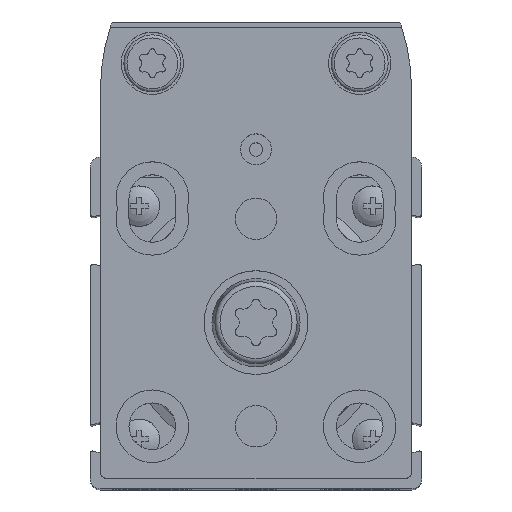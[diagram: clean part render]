
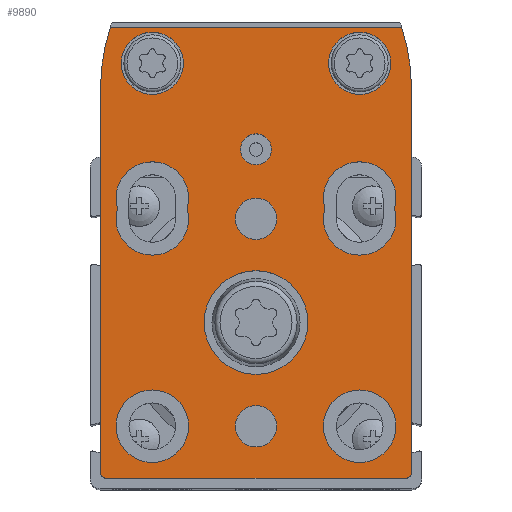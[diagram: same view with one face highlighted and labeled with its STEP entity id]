
A CAD part, top view. The second image highlights one B-rep face of the part: STEP entity #9890.
In plain terms, the highlighted planar face has unit normal (0, 0, 1).
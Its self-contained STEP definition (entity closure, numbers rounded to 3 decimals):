
#449=LINE('',#15353,#1034);
#453=LINE('',#15365,#1038);
#457=LINE('',#15377,#1042);
#462=LINE('',#15388,#1047);
#1034=VECTOR('',#12688,1000.);
#1038=VECTOR('',#12700,1000.);
#1042=VECTOR('',#12712,1000.);
#1047=VECTOR('',#12725,1000.);
#1391=PLANE('',#10733);
#1978=CIRCLE('',#10719,19.5);
#1980=CIRCLE('',#10723,0.5);
#1982=CIRCLE('',#10727,0.5);
#1984=CIRCLE('',#10731,19.5);
#1985=CIRCLE('',#10734,3.);
#1986=CIRCLE('',#10735,3.);
#1987=CIRCLE('',#10736,2.);
#1988=CIRCLE('',#10737,2.);
#1989=CIRCLE('',#10738,3.5);
#1990=CIRCLE('',#10739,3.5);
#1991=CIRCLE('',#10740,3.5);
#1992=CIRCLE('',#10741,3.5);
#1993=CIRCLE('',#10742,5.);
#1994=CIRCLE('',#10743,3.5);
#1995=CIRCLE('',#10744,3.5);
#1996=CIRCLE('',#10745,1.5);
#3447=ORIENTED_EDGE('',*,*,#5212,.T.);
#3448=ORIENTED_EDGE('',*,*,#5213,.T.);
#3449=ORIENTED_EDGE('',*,*,#5214,.F.);
#3450=ORIENTED_EDGE('',*,*,#5215,.F.);
#3451=ORIENTED_EDGE('',*,*,#5216,.F.);
#3452=ORIENTED_EDGE('',*,*,#5217,.F.);
#3453=ORIENTED_EDGE('',*,*,#5218,.F.);
#3454=ORIENTED_EDGE('',*,*,#5219,.F.);
#3455=ORIENTED_EDGE('',*,*,#5220,.T.);
#3456=ORIENTED_EDGE('',*,*,#5221,.T.);
#3457=ORIENTED_EDGE('',*,*,#5222,.T.);
#3458=ORIENTED_EDGE('',*,*,#5223,.F.);
#3459=ORIENTED_EDGE('',*,*,#5188,.T.);
#3460=ORIENTED_EDGE('',*,*,#5192,.T.);
#3461=ORIENTED_EDGE('',*,*,#5195,.T.);
#3462=ORIENTED_EDGE('',*,*,#5198,.T.);
#3463=ORIENTED_EDGE('',*,*,#5201,.T.);
#3464=ORIENTED_EDGE('',*,*,#5204,.T.);
#3465=ORIENTED_EDGE('',*,*,#5207,.T.);
#3466=ORIENTED_EDGE('',*,*,#5211,.T.);
#5188=EDGE_CURVE('',#6180,#6179,#1978,.T.);
#5192=EDGE_CURVE('',#6179,#6182,#449,.T.);
#5195=EDGE_CURVE('',#6182,#6184,#1980,.T.);
#5198=EDGE_CURVE('',#6184,#6186,#453,.T.);
#5201=EDGE_CURVE('',#6186,#6188,#1982,.T.);
#5204=EDGE_CURVE('',#6188,#6190,#457,.T.);
#5207=EDGE_CURVE('',#6190,#6192,#1984,.T.);
#5211=EDGE_CURVE('',#6192,#6180,#462,.T.);
#5212=EDGE_CURVE('',#6193,#6193,#1985,.T.);
#5213=EDGE_CURVE('',#6194,#6194,#1986,.T.);
#5214=EDGE_CURVE('',#6195,#6195,#1987,.T.);
#5215=EDGE_CURVE('',#6196,#6196,#1988,.T.);
#5216=EDGE_CURVE('',#6197,#6198,#1989,.T.);
#5217=EDGE_CURVE('',#6198,#6197,#1990,.T.);
#5218=EDGE_CURVE('',#6199,#6200,#1991,.T.);
#5219=EDGE_CURVE('',#6200,#6199,#1992,.T.);
#5220=EDGE_CURVE('',#6201,#6201,#1993,.T.);
#5221=EDGE_CURVE('',#6202,#6202,#1994,.T.);
#5222=EDGE_CURVE('',#6203,#6203,#1995,.T.);
#5223=EDGE_CURVE('',#6204,#6204,#1996,.T.);
#6179=VERTEX_POINT('',#15344);
#6180=VERTEX_POINT('',#15346);
#6182=VERTEX_POINT('',#15352);
#6184=VERTEX_POINT('',#15358);
#6186=VERTEX_POINT('',#15364);
#6188=VERTEX_POINT('',#15370);
#6190=VERTEX_POINT('',#15376);
#6192=VERTEX_POINT('',#15382);
#6193=VERTEX_POINT('',#15391);
#6194=VERTEX_POINT('',#15393);
#6195=VERTEX_POINT('',#15395);
#6196=VERTEX_POINT('',#15397);
#6197=VERTEX_POINT('',#15399);
#6198=VERTEX_POINT('',#15400);
#6199=VERTEX_POINT('',#15403);
#6200=VERTEX_POINT('',#15404);
#6201=VERTEX_POINT('',#15407);
#6202=VERTEX_POINT('',#15409);
#6203=VERTEX_POINT('',#15411);
#6204=VERTEX_POINT('',#15413);
#6921=EDGE_LOOP('',(#3447));
#6922=EDGE_LOOP('',(#3448));
#6923=EDGE_LOOP('',(#3449));
#6924=EDGE_LOOP('',(#3450));
#6925=EDGE_LOOP('',(#3451,#3452));
#6926=EDGE_LOOP('',(#3453,#3454));
#6927=EDGE_LOOP('',(#3455));
#6928=EDGE_LOOP('',(#3456));
#6929=EDGE_LOOP('',(#3457));
#6930=EDGE_LOOP('',(#3458));
#6931=EDGE_LOOP('',(#3459,#3460,#3461,#3462,#3463,#3464,#3465,#3466));
#7660=FACE_BOUND('',#6921,.T.);
#7661=FACE_BOUND('',#6922,.T.);
#7662=FACE_BOUND('',#6923,.T.);
#7663=FACE_BOUND('',#6924,.T.);
#7664=FACE_BOUND('',#6925,.T.);
#7665=FACE_BOUND('',#6926,.T.);
#7666=FACE_BOUND('',#6927,.T.);
#7667=FACE_BOUND('',#6928,.T.);
#7668=FACE_BOUND('',#6929,.T.);
#7669=FACE_BOUND('',#6930,.T.);
#7670=FACE_BOUND('',#6931,.T.);
#9890=ADVANCED_FACE('',(#7660,#7661,#7662,#7663,#7664,#7665,#7666,#7667,
#7668,#7669,#7670),#1391,.T.);
#10719=AXIS2_PLACEMENT_3D('',#15345,#12681,#12682);
#10723=AXIS2_PLACEMENT_3D('',#15359,#12694,#12695);
#10727=AXIS2_PLACEMENT_3D('',#15371,#12706,#12707);
#10731=AXIS2_PLACEMENT_3D('',#15383,#12718,#12719);
#10733=AXIS2_PLACEMENT_3D('',#15389,#12726,#12727);
#10734=AXIS2_PLACEMENT_3D('',#15390,#12728,#12729);
#10735=AXIS2_PLACEMENT_3D('',#15392,#12730,#12731);
#10736=AXIS2_PLACEMENT_3D('',#15394,#12732,#12733);
#10737=AXIS2_PLACEMENT_3D('',#15396,#12734,#12735);
#10738=AXIS2_PLACEMENT_3D('',#15398,#12736,#12737);
#10739=AXIS2_PLACEMENT_3D('',#15401,#12738,#12739);
#10740=AXIS2_PLACEMENT_3D('',#15402,#12740,#12741);
#10741=AXIS2_PLACEMENT_3D('',#15405,#12742,#12743);
#10742=AXIS2_PLACEMENT_3D('',#15406,#12744,#12745);
#10743=AXIS2_PLACEMENT_3D('',#15408,#12746,#12747);
#10744=AXIS2_PLACEMENT_3D('',#15410,#12748,#12749);
#10745=AXIS2_PLACEMENT_3D('',#15412,#12750,#12751);
#12681=DIRECTION('',(0.,0.,1.));
#12682=DIRECTION('',(1.,0.,0.));
#12688=DIRECTION('',(0.,-1.,0.));
#12694=DIRECTION('',(0.,0.,1.));
#12695=DIRECTION('',(1.,0.,0.));
#12700=DIRECTION('',(1.,0.,0.));
#12706=DIRECTION('',(0.,0.,1.));
#12707=DIRECTION('',(1.,0.,0.));
#12712=DIRECTION('',(0.,1.,0.));
#12718=DIRECTION('',(0.,0.,1.));
#12719=DIRECTION('',(1.,0.,0.));
#12725=DIRECTION('',(-1.,0.,0.));
#12726=DIRECTION('',(0.,0.,1.));
#12727=DIRECTION('',(1.,0.,0.));
#12728=DIRECTION('',(0.,0.,-1.));
#12729=DIRECTION('',(-1.,0.,0.));
#12730=DIRECTION('',(0.,0.,-1.));
#12731=DIRECTION('',(-1.,0.,0.));
#12732=DIRECTION('',(0.,0.,1.));
#12733=DIRECTION('',(1.,0.,0.));
#12734=DIRECTION('',(0.,0.,1.));
#12735=DIRECTION('',(1.,0.,0.));
#12736=DIRECTION('',(0.,0.,1.));
#12737=DIRECTION('',(1.,0.,0.));
#12738=DIRECTION('',(0.,0.,1.));
#12739=DIRECTION('',(1.,0.,0.));
#12740=DIRECTION('',(0.,0.,1.));
#12741=DIRECTION('',(1.,0.,0.));
#12742=DIRECTION('',(0.,0.,1.));
#12743=DIRECTION('',(1.,0.,0.));
#12744=DIRECTION('',(0.,0.,-1.));
#12745=DIRECTION('',(-1.,0.,0.));
#12746=DIRECTION('',(0.,0.,-1.));
#12747=DIRECTION('',(-1.,0.,0.));
#12748=DIRECTION('',(0.,0.,-1.));
#12749=DIRECTION('',(-1.,0.,0.));
#12750=DIRECTION('',(0.,0.,1.));
#12751=DIRECTION('',(1.,0.,0.));
#15344=CARTESIAN_POINT('',(-15.,22.5,8.));
#15345=CARTESIAN_POINT('',(4.5,22.5,8.));
#15346=CARTESIAN_POINT('',(-14.054,28.5,8.));
#15352=CARTESIAN_POINT('',(-15.,-14.5,8.));
#15353=CARTESIAN_POINT('',(-15.,22.5,8.));
#15358=CARTESIAN_POINT('',(-14.5,-15.,8.));
#15359=CARTESIAN_POINT('',(-14.5,-14.5,8.));
#15364=CARTESIAN_POINT('',(14.5,-15.,8.));
#15365=CARTESIAN_POINT('',(-14.5,-15.,8.));
#15370=CARTESIAN_POINT('',(15.,-14.5,8.));
#15371=CARTESIAN_POINT('',(14.5,-14.5,8.));
#15376=CARTESIAN_POINT('',(15.,22.5,8.));
#15377=CARTESIAN_POINT('',(15.,-14.5,8.));
#15382=CARTESIAN_POINT('',(14.054,28.5,8.));
#15383=CARTESIAN_POINT('',(-4.5,22.5,8.));
#15388=CARTESIAN_POINT('',(14.054,28.5,8.));
#15389=CARTESIAN_POINT('',(4.5,22.5,8.));
#15390=CARTESIAN_POINT('',(10.,25.,8.));
#15391=CARTESIAN_POINT('',(7.,25.,8.));
#15392=CARTESIAN_POINT('',(-10.,25.,8.));
#15393=CARTESIAN_POINT('',(-13.,25.,8.));
#15394=CARTESIAN_POINT('',(0.,-10.,8.));
#15395=CARTESIAN_POINT('',(2.,-10.,8.));
#15396=CARTESIAN_POINT('',(0.,10.,8.));
#15397=CARTESIAN_POINT('',(2.,10.,8.));
#15398=CARTESIAN_POINT('',(-10.,10.,8.));
#15399=CARTESIAN_POINT('',(-13.354,11.,8.));
#15400=CARTESIAN_POINT('',(-6.646,11.,8.));
#15401=CARTESIAN_POINT('',(-10.,12.,8.));
#15402=CARTESIAN_POINT('',(10.,10.,8.));
#15403=CARTESIAN_POINT('',(6.646,11.,8.));
#15404=CARTESIAN_POINT('',(13.354,11.,8.));
#15405=CARTESIAN_POINT('',(10.,12.,8.));
#15406=CARTESIAN_POINT('',(0.,0.,8.));
#15407=CARTESIAN_POINT('',(-5.,0.,8.));
#15408=CARTESIAN_POINT('',(-10.,-10.,8.));
#15409=CARTESIAN_POINT('',(-13.5,-10.,8.));
#15410=CARTESIAN_POINT('',(10.,-10.,8.));
#15411=CARTESIAN_POINT('',(6.5,-10.,8.));
#15412=CARTESIAN_POINT('',(0.,16.7,8.));
#15413=CARTESIAN_POINT('',(1.5,16.7,8.));
